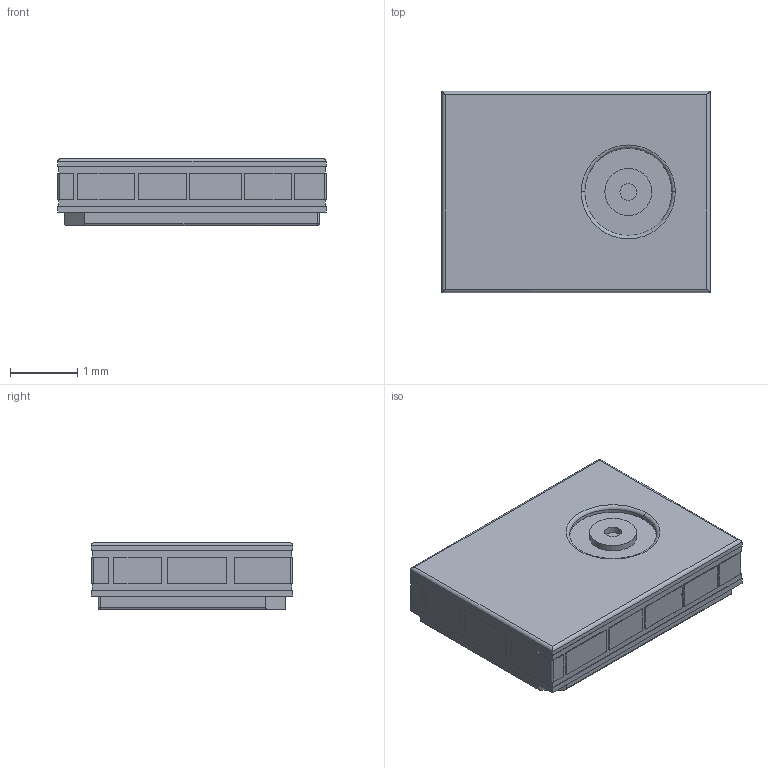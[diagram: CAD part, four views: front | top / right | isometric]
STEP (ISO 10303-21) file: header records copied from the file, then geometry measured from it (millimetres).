
FILE_DESCRIPTION (( 'STEP AP214' ), '1' );
FILE_NAME ('MP34DT05TR-A.STEP', '2025-02-19T14:44:54', ( '' ), ( '' ), 'SwSTEP 2.0', 'SolidWorks 2025', '' );
FILE_SCHEMA (( 'AUTOMOTIVE_DESIGN' ));
Length unit declared in the file: millimetre
Products named in the file (1): MP34DT05TR-A
Bounding box: 4 x 3 x 1 mm (x, y, z)
Volume: 11.3 mm3; surface area: 61.5 mm2
Topology: 3 solids, 3 shells, 165 faces, 405 edges, 263 vertices
Faces by surface type: plane 135, cylinder 25, sphere 3, torus 2
Entity records: 6620 total; most frequent: CARTESIAN_POINT 849, ORIENTED_EDGE 804, DIRECTION 772, EDGE_CURVE 402, LINE 352, VECTOR 352, VERTEX_POINT 263, AXIS2_PLACEMENT_3D 210
